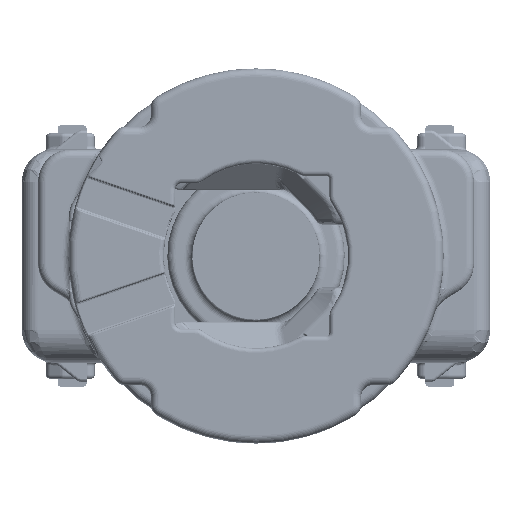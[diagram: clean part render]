
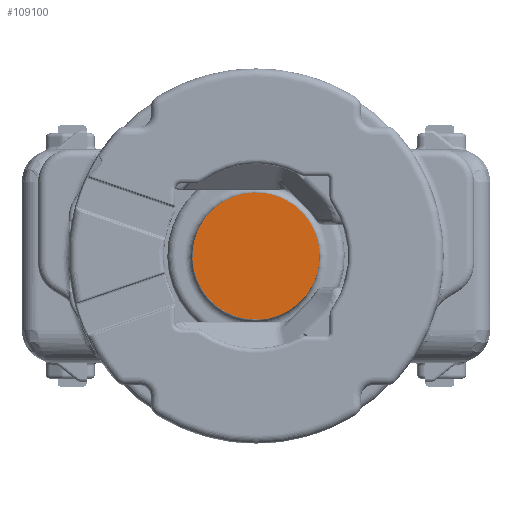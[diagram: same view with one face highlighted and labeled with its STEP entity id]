
A CAD part, left-side view. The second image highlights one B-rep face of the part: STEP entity #109100.
In plain terms, the highlighted planar face has unit normal (-1, 0, 0).
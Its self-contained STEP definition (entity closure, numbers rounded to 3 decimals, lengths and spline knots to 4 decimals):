
#109069=AXIS2_PLACEMENT_3D('Circle Axis2P3D',#109067,#109068,$) ;
#109081=AXIS2_PLACEMENT_3D('Circle Axis2P3D',#109079,#109080,$) ;
#109094=AXIS2_PLACEMENT_3D('Plane Axis2P3D',#109091,#109092,#109093) ;
#109057=CARTESIAN_POINT('Vertex',(-33.48,1.7638,-3.5288)) ;
#109064=CARTESIAN_POINT('Vertex',(-33.48,-1.7638,3.5288)) ;
#109067=CARTESIAN_POINT('Axis2P3D Location',(-33.48,0.,0.)) ;
#109079=CARTESIAN_POINT('Axis2P3D Location',(-33.48,0.,0.)) ;
#109091=CARTESIAN_POINT('Axis2P3D Location',(-33.48,-0.1824,-4.9967)) ;
#109068=DIRECTION('Axis2P3D Direction',(1.,0.,0.)) ;
#109080=DIRECTION('Axis2P3D Direction',(1.,0.,0.)) ;
#109092=DIRECTION('Axis2P3D Direction',(-1.,0.,0.)) ;
#109093=DIRECTION('Axis2P3D XDirection',(0.,-0.036,-0.999)) ;
#109097=ORIENTED_EDGE('',*,*,#109071,.T.) ;
#109098=ORIENTED_EDGE('',*,*,#109083,.T.) ;
#109100=ADVANCED_FACE('SAE Male 5/16"',(#109099),#109095,.T.) ;
#109070=CIRCLE('generated circle',#109069,3.945) ;
#109082=CIRCLE('generated circle',#109081,3.945) ;
#109071=EDGE_CURVE('',#109058,#109065,#109070,.F.) ;
#109083=EDGE_CURVE('',#109065,#109058,#109082,.F.) ;
#109096=EDGE_LOOP('',(#109097,#109098)) ;
#109099=FACE_OUTER_BOUND('',#109096,.T.) ;
#109095=PLANE('',#109094) ;
#109058=VERTEX_POINT('',#109057) ;
#109065=VERTEX_POINT('',#109064) ;
